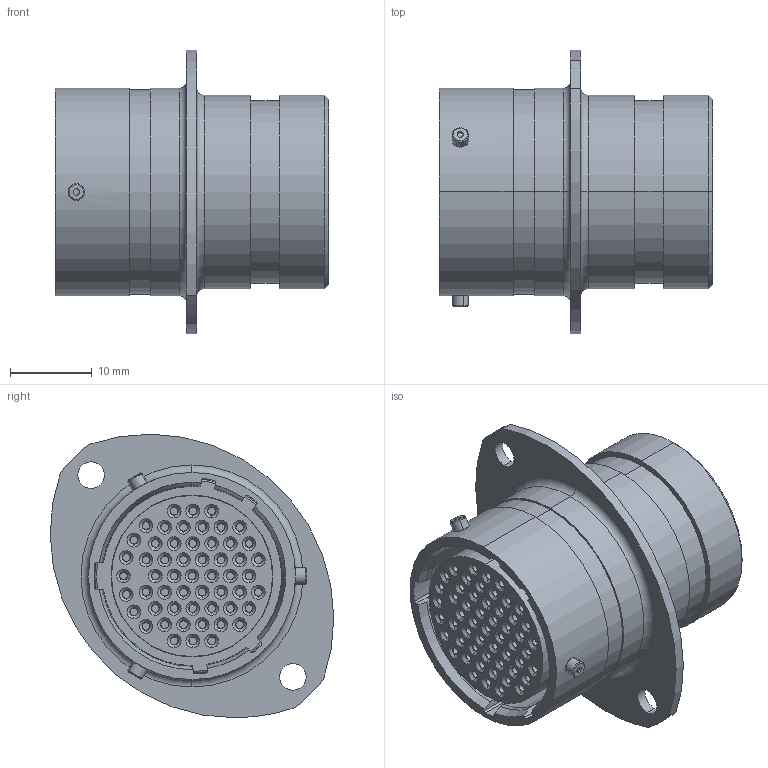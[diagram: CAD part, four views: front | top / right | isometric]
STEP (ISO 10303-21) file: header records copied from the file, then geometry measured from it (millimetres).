
FILE_DESCRIPTION (( 'STEP AP214' ), '1' );
FILE_NAME ('AS016-35SN.STEP', '2013-05-24T09:16:46', ( 'TE Connectivity' ), ( 'TE Connectivity' ), 'SwSTEP 2.0', 'SolidWorks 2011', '' );
FILE_SCHEMA (( 'AUTOMOTIVE_DESIGN' ));
Length unit declared in the file: inch
Products named in the file (1): AS016-35SN
Bounding box: 33.31 x 34.6 x 34.6 mm (x, y, z)
Volume: 11640.2 mm3; surface area: 16303.5 mm2
Topology: 9 solids, 9 shells, 1256 faces, 2799 edges, 1626 vertices
Faces by surface type: torus 464, cone 350, cylinder 322, plane 106, sphere 14
Entity records: 52183 total; most frequent: DIRECTION 7315, CARTESIAN_POINT 5948, ORIENTED_EDGE 5578, AXIS2_PLACEMENT_3D 3309, EDGE_CURVE 2789, CIRCLE 2052, VERTEX_POINT 1624, EDGE_LOOP 1565
